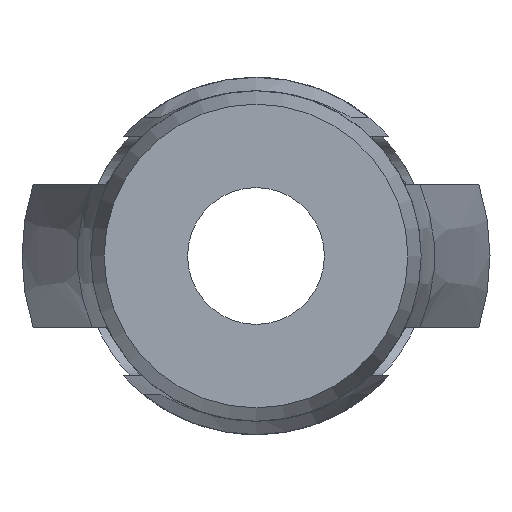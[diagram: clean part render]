
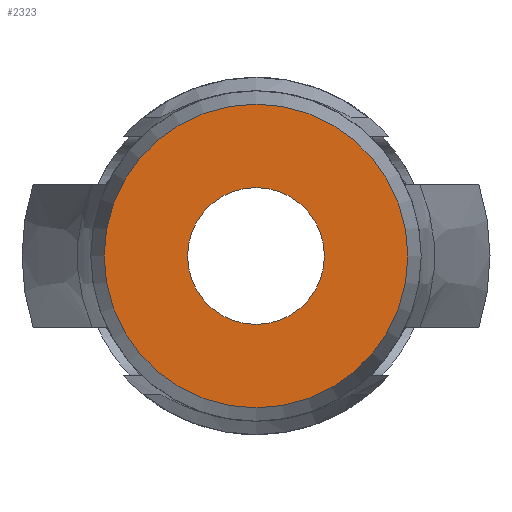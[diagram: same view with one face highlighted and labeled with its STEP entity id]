
A CAD part, left-side view. The second image highlights one B-rep face of the part: STEP entity #2323.
In plain terms, the highlighted planar face has unit normal (-1, 0, 0).
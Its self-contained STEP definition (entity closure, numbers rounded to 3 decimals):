
#406=PLANE('',#2524);
#984=ORIENTED_EDGE('',*,*,#1528,.F.);
#985=ORIENTED_EDGE('',*,*,#1529,.T.);
#1528=EDGE_CURVE('',#1783,#1783,#1854,.T.);
#1529=EDGE_CURVE('',#1784,#1784,#1855,.T.);
#1783=VERTEX_POINT('',#4358);
#1784=VERTEX_POINT('',#4360);
#1854=CIRCLE('',#2525,3.4);
#1855=CIRCLE('',#2526,1.532);
#1977=EDGE_LOOP('',(#984));
#1978=EDGE_LOOP('',(#985));
#2145=FACE_BOUND('',#1977,.T.);
#2146=FACE_BOUND('',#1978,.T.);
#2323=ADVANCED_FACE('',(#2145,#2146),#406,.F.);
#2524=AXIS2_PLACEMENT_3D('',#4356,#2977,#2978);
#2525=AXIS2_PLACEMENT_3D('',#4357,#2979,#2980);
#2526=AXIS2_PLACEMENT_3D('',#4359,#2981,#2982);
#2977=DIRECTION('',(1.,0.,0.));
#2978=DIRECTION('',(0.,0.,-1.));
#2979=DIRECTION('',(1.,0.,0.));
#2980=DIRECTION('',(0.,0.,-1.));
#2981=DIRECTION('',(1.,0.,0.));
#2982=DIRECTION('',(0.,0.,-1.));
#4356=CARTESIAN_POINT('',(-65.,0.,0.));
#4357=CARTESIAN_POINT('',(-65.,0.,0.));
#4358=CARTESIAN_POINT('',(-65.,0.,-3.4));
#4359=CARTESIAN_POINT('',(-65.,0.,0.));
#4360=CARTESIAN_POINT('',(-65.,0.,-1.532));
